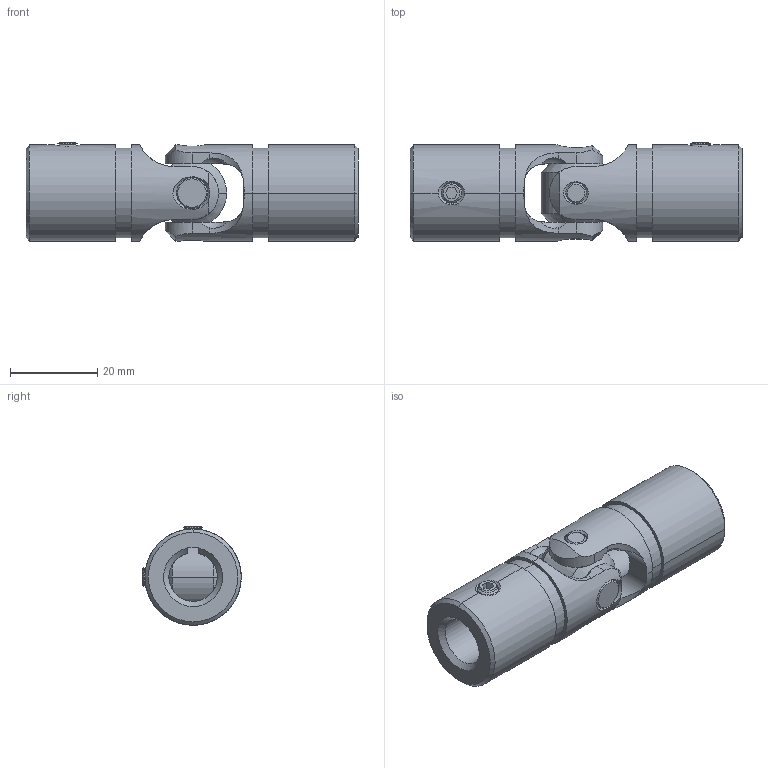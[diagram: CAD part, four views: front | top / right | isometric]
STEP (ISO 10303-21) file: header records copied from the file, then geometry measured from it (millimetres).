
FILE_DESCRIPTION (( 'STEP AP214' ), '1' );
FILE_NAME ('UJ-SS875x438K.STEP', '2015-11-13T22:15:05', ( 'rick' ), ( 'Hewlett-Packard Company' ), 'SwSTEP 2.0', 'SolidWorks 2015', '' );
FILE_SCHEMA (( 'AUTOMOTIVE_DESIGN' ));
Length unit declared in the file: inch
Products named in the file (8): 10-32 SOCKET SET SCREW_#10-32x0.188SS; SSY875_SSY875SHx438K; Retaining Ring_SS875-6A; SS-5A STAINLESS LARGE PIN_SS875-5A; SS-3A STAINLESS SMALL PIN_SS875-3A; SS-2A STAINLESS BLOCK_SS875-2A; SSY875_SSY875LHx438K; UJ-SS875x438K
Assembly tree (8 placements, depth 2):
  UJ-SS875x438K
    SSY875_SSY875LHx438K
    SS-2A STAINLESS BLOCK_SS875-2A
    SS-3A STAINLESS SMALL PIN_SS875-3A
    SS-5A STAINLESS LARGE PIN_SS875-5A
    Retaining Ring_SS875-6A
    SSY875_SSY875SHx438K
    10-32 SOCKET SET SCREW_#10-32x0.188SS  x2
Bounding box: 76.2 x 22.59 x 22.59 mm (x, y, z)
Volume: 19998.2 mm3; surface area: 11275.9 mm2
Topology: 8 solids, 8 shells, 258 faces, 639 edges, 392 vertices
Faces by surface type: cone 104, plane 69, cylinder 65, torus 12, sphere 8
Entity records: 8329 total; most frequent: CARTESIAN_POINT 2635, DIRECTION 1119, ORIENTED_EDGE 1106, EDGE_CURVE 553, AXIS2_PLACEMENT_3D 447, VERTEX_POINT 345, EDGE_LOOP 242, VECTOR 225
